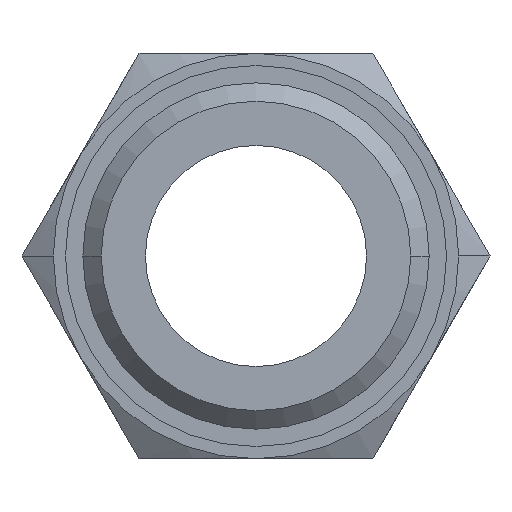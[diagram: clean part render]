
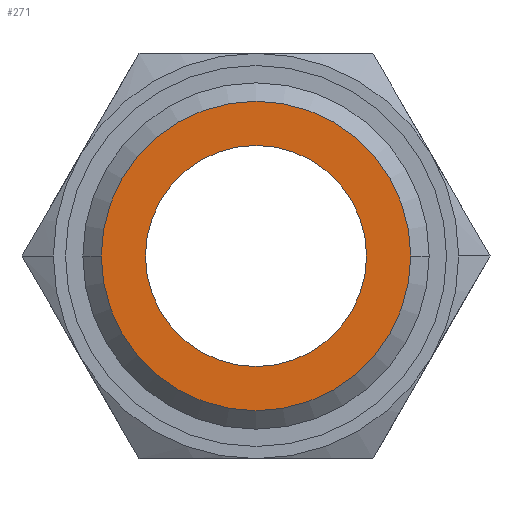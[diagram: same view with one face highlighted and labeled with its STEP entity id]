
A CAD part, front view. The second image highlights one B-rep face of the part: STEP entity #271.
In plain terms, the highlighted planar face has unit normal (0, -1, 0).
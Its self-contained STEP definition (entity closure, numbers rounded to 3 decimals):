
#271=ADVANCED_FACE('',(#545,#546),#547,.T.);
#545=FACE_BOUND('',#818,.T.);
#546=FACE_OUTER_BOUND('',#819,.T.);
#547=PLANE('',#820);
#818=EDGE_LOOP('',(#1482,#1483));
#819=EDGE_LOOP('',(#1484,#1485));
#820=AXIS2_PLACEMENT_3D('',#1486,#1487,#1488);
#1482=ORIENTED_EDGE('',*,*,#1687,.T.);
#1483=ORIENTED_EDGE('',*,*,#1562,.T.);
#1484=ORIENTED_EDGE('',*,*,#1576,.F.);
#1485=ORIENTED_EDGE('',*,*,#1793,.F.);
#1486=CARTESIAN_POINT('',(2.1,0.0,0.0));
#1487=DIRECTION('',(-0.0,-1.0,-0.0));
#1488=DIRECTION('',(-1.0,0.0,0.0));
#1562=EDGE_CURVE('',#1835,#1839,#1841,.T.);
#1576=EDGE_CURVE('',#1862,#1865,#1866,.T.);
#1687=EDGE_CURVE('',#1839,#1835,#2033,.T.);
#1793=EDGE_CURVE('',#1865,#1862,#2154,.T.);
#1835=VERTEX_POINT('',#2222);
#1839=VERTEX_POINT('',#2227);
#1841=CIRCLE('',#2230,3.0);
#1862=VERTEX_POINT('',#2288);
#1865=VERTEX_POINT('',#2292);
#1866=CIRCLE('',#2293,4.2);
#2033=CIRCLE('',#2654,3.0);
#2154=CIRCLE('',#2848,4.2);
#2222=CARTESIAN_POINT('',(3.0,0.0,0.));
#2227=CARTESIAN_POINT('',(-3.0,0.0,0.));
#2230=AXIS2_PLACEMENT_3D('',#2887,#2888,#2889);
#2288=CARTESIAN_POINT('',(4.2,0.0,0.0));
#2292=CARTESIAN_POINT('',(-4.2,0.0,0.));
#2293=AXIS2_PLACEMENT_3D('',#2901,#2902,#2903);
#2654=AXIS2_PLACEMENT_3D('',#3053,#3054,#3055);
#2848=AXIS2_PLACEMENT_3D('',#3178,#3179,#3180);
#2887=CARTESIAN_POINT('',(0.0,0.0,0.0));
#2888=DIRECTION('',(-0.0,1.0,0.0));
#2889=DIRECTION('',(1.0,0.0,0.0));
#2901=CARTESIAN_POINT('',(0.0,0.0,0.0));
#2902=DIRECTION('',(-0.0,1.0,0.0));
#2903=DIRECTION('',(1.0,0.0,0.0));
#3053=CARTESIAN_POINT('',(0.0,0.0,0.0));
#3054=DIRECTION('',(-0.0,1.0,0.0));
#3055=DIRECTION('',(1.0,0.0,0.0));
#3178=CARTESIAN_POINT('',(0.0,0.0,0.0));
#3179=DIRECTION('',(-0.0,1.0,0.0));
#3180=DIRECTION('',(1.0,0.0,0.0));
